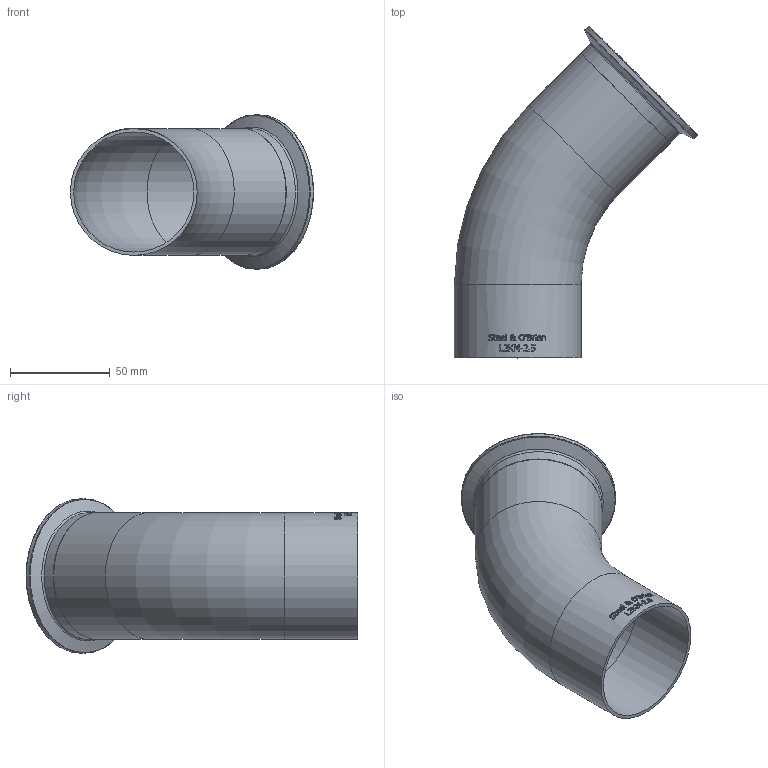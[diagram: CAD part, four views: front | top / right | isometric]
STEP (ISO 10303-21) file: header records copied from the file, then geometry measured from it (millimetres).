
FILE_DESCRIPTION(/* description */ (''),/* implementation_level */ '2;1');
FILE_NAME(/* name */ 'L2KM-2.5.stp',/* time_stamp */ '2021-11-08T14:36:15-05:00',/* author */ ('rick'),/* organization */ (''),/* preprocessor_version */ 'ST-DEVELOPER v18.1',/* originating_system */ 'Autodesk Inventor 2020',/* authorisation */ '');
FILE_SCHEMA (('AUTOMOTIVE_DESIGN { 1 0 10303 214 3 1 1 }'));
Length unit declared in the file: inch
Products named in the file (1): L2KM-2.5
Bounding box: 121.81 x 166.26 x 77.39 mm (x, y, z)
Volume: 57154.5 mm3; surface area: 66366.9 mm2
Topology: 1 solids, 1 shells, 347 faces, 954 edges, 642 vertices
Faces by surface type: bspline 154, plane 143, cylinder 37, torus 10, cone 3
Full cylindrical faces by diameter (mm): 60.198 x3, 63.5 x3, 77.394 x1
Entity records: 14277 total; most frequent: CARTESIAN_POINT 6158, ORIENTED_EDGE 1908, DIRECTION 1260, EDGE_CURVE 954, VERTEX_POINT 642, LINE 420, VECTOR 420, AXIS2_PLACEMENT_3D 420
